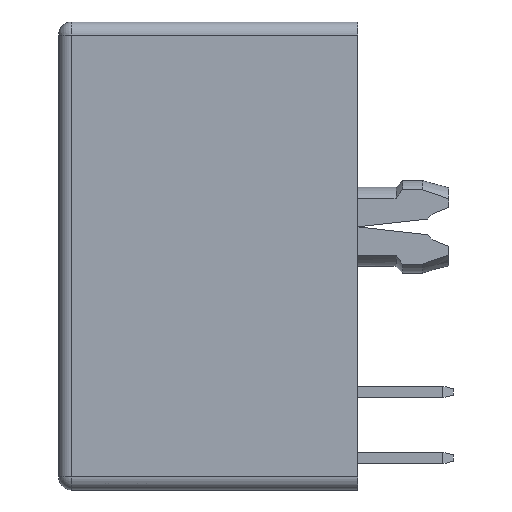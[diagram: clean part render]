
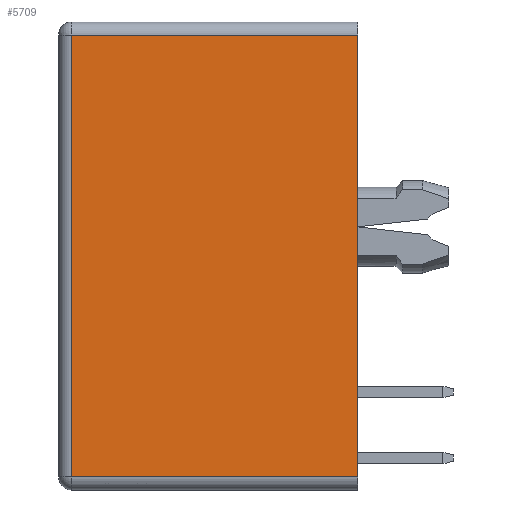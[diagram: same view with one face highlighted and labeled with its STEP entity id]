
A CAD part, left-side view. The second image highlights one B-rep face of the part: STEP entity #5709.
In plain terms, the highlighted planar face has unit normal (-1, 0, 0).
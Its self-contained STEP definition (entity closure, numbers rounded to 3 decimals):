
#40 = LINE ( 'NONE', #6559, #5571 ) ;
#454 = EDGE_CURVE ( 'NONE', #4044, #3285, #6562, .T. ) ;
#752 = ORIENTED_EDGE ( 'NONE', *, *, #1903, .T. ) ;
#868 = ORIENTED_EDGE ( 'NONE', *, *, #454, .T. ) ;
#941 = CARTESIAN_POINT ( 'NONE',  ( -6.6, 11., -9.62 ) ) ;
#992 = CARTESIAN_POINT ( 'NONE',  ( -6.6, 11., 7.88 ) ) ;
#1043 = DIRECTION ( 'NONE',  ( 0., 0., -1. ) ) ;
#1279 = FACE_OUTER_BOUND ( 'NONE', #5559, .T. ) ;
#1361 = DIRECTION ( 'NONE',  ( 0., 1., 0. ) ) ;
#1432 = DIRECTION ( 'NONE',  ( 0., 0., -1. ) ) ;
#1469 = EDGE_CURVE ( 'NONE', #5683, #2165, #1713, .T. ) ;
#1661 = DIRECTION ( 'NONE',  ( 0., -1., 0. ) ) ;
#1713 = LINE ( 'NONE', #4879, #4186 ) ;
#1890 = ORIENTED_EDGE ( 'NONE', *, *, #1469, .T. ) ;
#1903 = EDGE_CURVE ( 'NONE', #3285, #5683, #6600, .T. ) ;
#1920 = CARTESIAN_POINT ( 'NONE',  ( -6.6, 11.5, 7.38 ) ) ;
#2165 = VERTEX_POINT ( 'NONE', #6670 ) ;
#2426 = CARTESIAN_POINT ( 'NONE',  ( -6.6, 11., 7.38 ) ) ;
#2427 = AXIS2_PLACEMENT_3D ( 'NONE', #4199, #4177, #1432 ) ;
#3285 = VERTEX_POINT ( 'NONE', #2426 ) ;
#3411 = ORIENTED_EDGE ( 'NONE', *, *, #4518, .T. ) ;
#3488 = VECTOR ( 'NONE', #1361, 1000. ) ;
#3644 = PLANE ( 'NONE',  #2427 ) ;
#4044 = VERTEX_POINT ( 'NONE', #5727 ) ;
#4177 = DIRECTION ( 'NONE',  ( 1., 0., 0. ) ) ;
#4186 = VECTOR ( 'NONE', #1661, 1000. ) ;
#4199 = CARTESIAN_POINT ( 'NONE',  ( -6.6, 11.5, 7.88 ) ) ;
#4518 = EDGE_CURVE ( 'NONE', #2165, #4044, #40, .T. ) ;
#4879 = CARTESIAN_POINT ( 'NONE',  ( -6.6, 11.5, -9.62 ) ) ;
#5481 = DIRECTION ( 'NONE',  ( 0., 0., 1. ) ) ;
#5529 = VECTOR ( 'NONE', #1043, 1000. ) ;
#5559 = EDGE_LOOP ( 'NONE', ( #752, #1890, #3411, #868 ) ) ;
#5571 = VECTOR ( 'NONE', #5481, 1000. ) ;
#5683 = VERTEX_POINT ( 'NONE', #941 ) ;
#5709 = ADVANCED_FACE ( 'NONE', ( #1279 ), #3644, .F. ) ;
#5727 = CARTESIAN_POINT ( 'NONE',  ( -6.6, 0., 7.38 ) ) ;
#6559 = CARTESIAN_POINT ( 'NONE',  ( -6.6, 0., 7.88 ) ) ;
#6562 = LINE ( 'NONE', #1920, #3488 ) ;
#6600 = LINE ( 'NONE', #992, #5529 ) ;
#6670 = CARTESIAN_POINT ( 'NONE',  ( -6.6, 0., -9.62 ) ) ;
